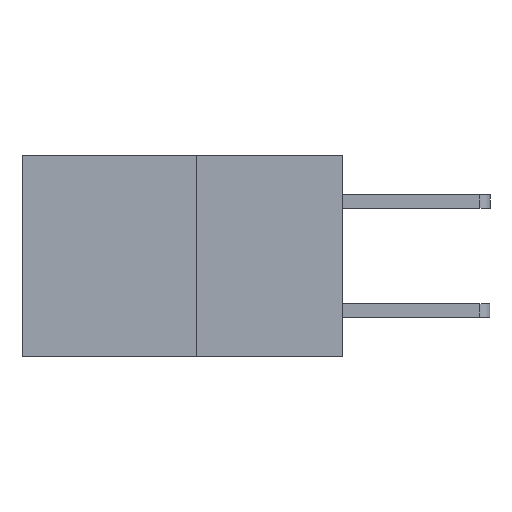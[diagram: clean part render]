
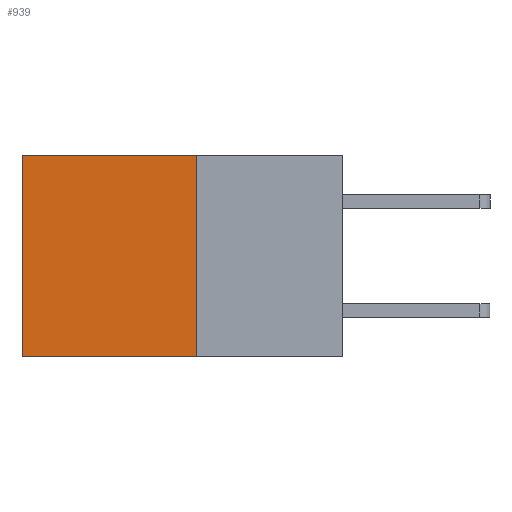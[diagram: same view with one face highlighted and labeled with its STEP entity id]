
A CAD part, left-side view. The second image highlights one B-rep face of the part: STEP entity #939.
In plain terms, the highlighted planar face has unit normal (-1, 0, 0).
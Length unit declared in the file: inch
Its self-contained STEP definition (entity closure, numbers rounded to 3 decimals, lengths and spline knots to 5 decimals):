
#240 = ORIENTED_EDGE ( 'NONE', *, *, #3150, .F. ) ;
#509 = CARTESIAN_POINT ( 'NONE',  ( 0.277, 0.59, -0.37 ) ) ;
#562 = VERTEX_POINT ( 'NONE', #2926 ) ;
#741 = LINE ( 'NONE', #6935, #3985 ) ;
#910 = FACE_OUTER_BOUND ( 'NONE', #4876, .T. ) ;
#912 = DIRECTION ( 'NONE',  ( 0., 1., 0. ) ) ;
#939 = ADVANCED_FACE ( 'NONE', ( #910 ), #7190, .F. ) ;
#951 = CARTESIAN_POINT ( 'NONE',  ( 0.277, 0.27, 0. ) ) ;
#988 = VERTEX_POINT ( 'NONE', #3377 ) ;
#1206 = EDGE_CURVE ( 'NONE', #988, #7782, #7294, .T. ) ;
#1718 = LINE ( 'NONE', #7490, #3376 ) ;
#1906 = LINE ( 'NONE', #3389, #4602 ) ;
#1944 = DIRECTION ( 'NONE',  ( 0., 1., 0. ) ) ;
#2377 = CARTESIAN_POINT ( 'NONE',  ( 0.277, 0.27, -0.37 ) ) ;
#2512 = AXIS2_PLACEMENT_3D ( 'NONE', #2377, #6799, #4681 ) ;
#2747 = EDGE_CURVE ( 'NONE', #7782, #4871, #1718, .T. ) ;
#2926 = CARTESIAN_POINT ( 'NONE',  ( 0.277, 0.27, -0.37 ) ) ;
#3150 = EDGE_CURVE ( 'NONE', #988, #562, #741, .T. ) ;
#3376 = VECTOR ( 'NONE', #7413, 39.37008 ) ;
#3377 = CARTESIAN_POINT ( 'NONE',  ( 0.277, 0.27, 0. ) ) ;
#3389 = CARTESIAN_POINT ( 'NONE',  ( 0.277, 0.27, -0.37 ) ) ;
#3985 = VECTOR ( 'NONE', #6313, 39.37008 ) ;
#4260 = VECTOR ( 'NONE', #912, 39.37008 ) ;
#4380 = EDGE_CURVE ( 'NONE', #562, #4871, #1906, .T. ) ;
#4602 = VECTOR ( 'NONE', #1944, 39.37008 ) ;
#4681 = DIRECTION ( 'NONE',  ( 0., 0., -1. ) ) ;
#4871 = VERTEX_POINT ( 'NONE', #509 ) ;
#4876 = EDGE_LOOP ( 'NONE', ( #4962, #4888, #240, #5393 ) ) ;
#4888 = ORIENTED_EDGE ( 'NONE', *, *, #4380, .F. ) ;
#4962 = ORIENTED_EDGE ( 'NONE', *, *, #2747, .T. ) ;
#5393 = ORIENTED_EDGE ( 'NONE', *, *, #1206, .T. ) ;
#6313 = DIRECTION ( 'NONE',  ( 0., 0., -1. ) ) ;
#6798 = CARTESIAN_POINT ( 'NONE',  ( 0.277, 0.59, 0. ) ) ;
#6799 = DIRECTION ( 'NONE',  ( 1., 0., 0. ) ) ;
#6935 = CARTESIAN_POINT ( 'NONE',  ( 0.277, 0.27, -0.37 ) ) ;
#7190 = PLANE ( 'NONE',  #2512 ) ;
#7294 = LINE ( 'NONE', #951, #4260 ) ;
#7413 = DIRECTION ( 'NONE',  ( 0., 0., -1. ) ) ;
#7490 = CARTESIAN_POINT ( 'NONE',  ( 0.277, 0.59, -0.37 ) ) ;
#7782 = VERTEX_POINT ( 'NONE', #6798 ) ;
